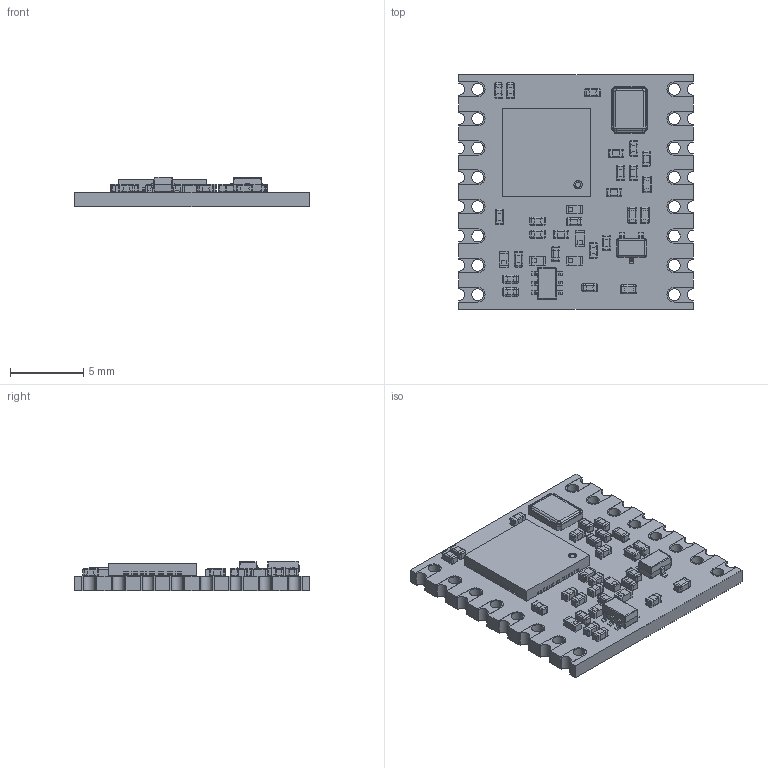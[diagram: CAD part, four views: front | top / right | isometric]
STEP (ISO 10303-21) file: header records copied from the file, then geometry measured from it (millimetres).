
FILE_DESCRIPTION(/* description */ (''),/* implementation_level */ '2;1');
FILE_NAME(/* name */ 'RFM9XW.step',/* time_stamp */ '2018-09-26T19:54:31+01:00',/* author */ (''),/* organization */ (''),/* preprocessor_version */ 'ST-DEVELOPER v17.2',/* originating_system */ 'Autodesk Translation Framework v7.6.0.251',/* authorisation */ '');
FILE_SCHEMA (('AUTOMOTIVE_DESIGN { 1 0 10303 214 3 1 1 }'));
Length unit declared in the file: millimetre
Products named in the file (10): rfm1; QFN 28 v2; SMD Crystal v1; CAP 0403 v1; CAP Ceramic 0403 v1; Res 0403 v1; CAP ML 0403 v1; SOT-323 v1; Inductor SMD 0403 v1; SOT-363 v1
Assembly tree (34 placements, depth 2):
  rfm1
    QFN 28 v2
    SMD Crystal v1
    CAP 0403 v1  x8
    CAP Ceramic 0403 v1  x8
    Res 0403 v1  x4
    CAP ML 0403 v1  x5
    SOT-323 v1
    Inductor SMD 0403 v1  x5
    SOT-363 v1
Bounding box: 16 x 16 x 2.03 mm (x, y, z)
Volume: 294.7 mm3; surface area: 912.6 mm2
Topology: 92 solids, 92 shells, 2055 faces, 5022 edges, 2980 vertices
Faces by surface type: plane 1153, cylinder 676, sphere 216, bspline 6, torus 4
Full cylindrical faces by diameter (mm): 0.8 x16
Entity records: 32417 total; most frequent: CARTESIAN_POINT 5751, DIRECTION 5414, ORIENTED_EDGE 5196, EDGE_CURVE 2598, LINE 2012, VECTOR 2012, AXIS2_PLACEMENT_3D 1701, VERTEX_POINT 1676
